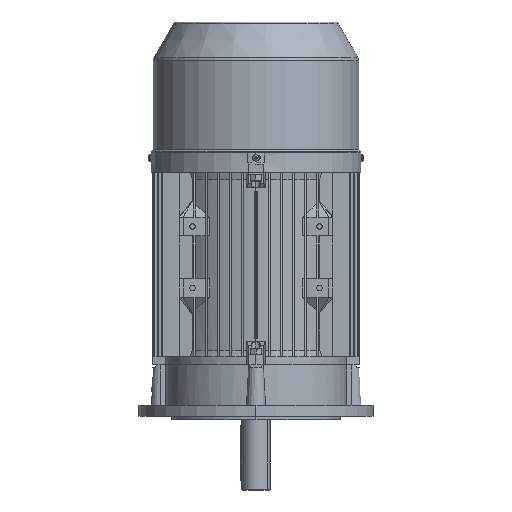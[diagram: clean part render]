
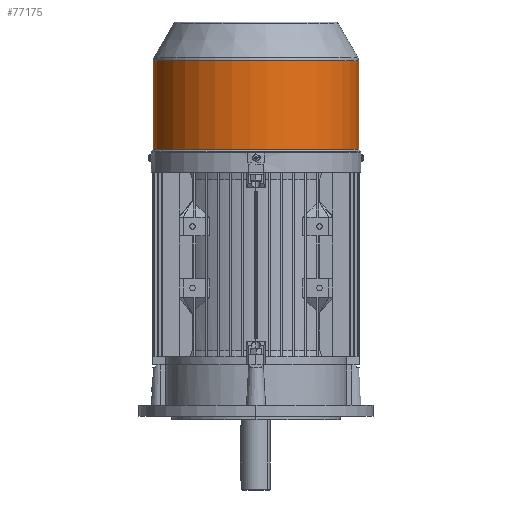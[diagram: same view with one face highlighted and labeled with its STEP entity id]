
A CAD part, left-side view. The second image highlights one B-rep face of the part: STEP entity #77175.
In plain terms, the highlighted cylindrical face has radius 154 mm (diameter 308 mm), a partial arc.
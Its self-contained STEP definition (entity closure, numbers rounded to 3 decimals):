
#31760 = CARTESIAN_POINT ( 'NONE',  ( 34.414, 0., -154. ) ) ;
#31888 = CARTESIAN_POINT ( 'NONE',  ( 167.304, 0., -154. ) ) ;
#31961 = CARTESIAN_POINT ( 'NONE',  ( 34.414, 0., 154. ) ) ;
#31963 = DIRECTION ( 'NONE',  ( 0., 0., 1. ) ) ;
#31965 = DIRECTION ( 'NONE',  ( -1., 0., 0. ) ) ;
#31966 = CARTESIAN_POINT ( 'NONE',  ( 34.414, 0., 0. ) ) ;
#31968 = AXIS2_PLACEMENT_3D ( 'NONE', #31966, #31965, #31963 ) ;
#31970 = CIRCLE ( 'NONE', #31968, 154. ) ;
#32080 = CARTESIAN_POINT ( 'NONE',  ( 167.304, 0., 154. ) ) ;
#42682 = DIRECTION ( 'NONE',  ( -1., 0., 0. ) ) ;
#42684 = VECTOR ( 'NONE', #42682, 1000. ) ;
#42686 = CARTESIAN_POINT ( 'NONE',  ( 0., 0., 154. ) ) ;
#42687 = LINE ( 'NONE', #42686, #42684 ) ;
#42714 = DIRECTION ( 'NONE',  ( -1., 0., 0. ) ) ;
#42715 = VECTOR ( 'NONE', #42714, 1000. ) ;
#42716 = CARTESIAN_POINT ( 'NONE',  ( 0., 0., -154. ) ) ;
#42717 = LINE ( 'NONE', #42716, #42715 ) ;
#43697 = DIRECTION ( 'NONE',  ( 0., 0., 1. ) ) ;
#44165 = DIRECTION ( 'NONE',  ( -1., 0., 0. ) ) ;
#44166 = CARTESIAN_POINT ( 'NONE',  ( 0., 0., 0. ) ) ;
#44168 = AXIS2_PLACEMENT_3D ( 'NONE', #44166, #44165, #43697 ) ;
#44173 = CYLINDRICAL_SURFACE ( 'NONE', #44168, 154. ) ;
#44175 = FACE_OUTER_BOUND ( 'NONE', #77178, .T. ) ;
#44392 = DIRECTION ( 'NONE',  ( 0., 0., 1. ) ) ;
#44393 = DIRECTION ( 'NONE',  ( -1., 0., 0. ) ) ;
#44394 = CARTESIAN_POINT ( 'NONE',  ( 167.304, 0., 0. ) ) ;
#44395 = AXIS2_PLACEMENT_3D ( 'NONE', #44394, #44393, #44392 ) ;
#44405 = CIRCLE ( 'NONE', #44395, 154. ) ;
#70385 = VERTEX_POINT ( 'NONE', #31760 ) ;
#70452 = VERTEX_POINT ( 'NONE', #31888 ) ;
#70539 = EDGE_CURVE ( 'NONE', #70385, #70542, #31970, .T. ) ;
#70542 = VERTEX_POINT ( 'NONE', #31961 ) ;
#70606 = VERTEX_POINT ( 'NONE', #32080 ) ;
#76700 = EDGE_CURVE ( 'NONE', #70452, #70385, #42717, .T. ) ;
#76718 = EDGE_CURVE ( 'NONE', #70606, #70542, #42687, .T. ) ;
#77175 = ADVANCED_FACE ( 'NONE', ( #44175 ), #44173, .T. ) ;
#77178 = EDGE_LOOP ( 'NONE', ( #77179, #77254, #77258, #77260 ) ) ;
#77179 = ORIENTED_EDGE ( 'NONE', *, *, #76700, .F. ) ;
#77254 = ORIENTED_EDGE ( 'NONE', *, *, #77256, .T. ) ;
#77256 = EDGE_CURVE ( 'NONE', #70452, #70606, #44405, .T. ) ;
#77258 = ORIENTED_EDGE ( 'NONE', *, *, #76718, .T. ) ;
#77260 = ORIENTED_EDGE ( 'NONE', *, *, #70539, .F. ) ;
